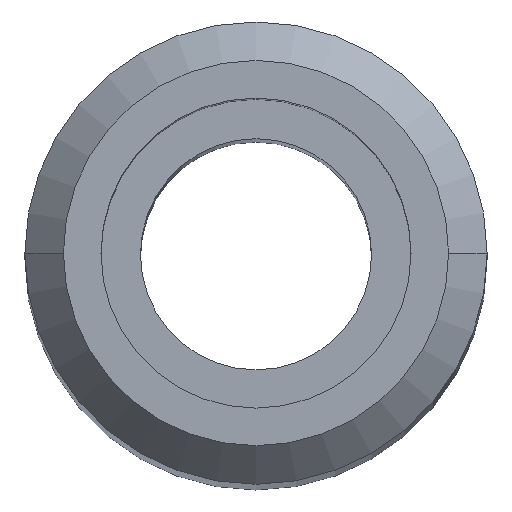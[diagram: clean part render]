
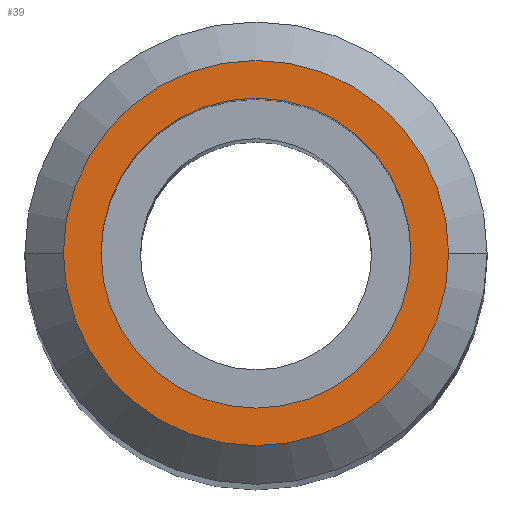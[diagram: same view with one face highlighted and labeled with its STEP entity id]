
A CAD part, top view. The second image highlights one B-rep face of the part: STEP entity #39.
In plain terms, the highlighted planar face has unit normal (0, 0, 1).
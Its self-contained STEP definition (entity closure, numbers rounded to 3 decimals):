
#7 = CIRCLE ( 'NONE', #267, 5. ) ;
#14 = CIRCLE ( 'NONE', #446, 5. ) ;
#16 = EDGE_LOOP ( 'NONE', ( #265, #242 ) ) ;
#37 = FACE_OUTER_BOUND ( 'NONE', #331, .T. ) ;
#39 = ADVANCED_FACE ( 'NONE', ( #37, #139 ), #141, .T. ) ;
#41 = DIRECTION ( 'NONE',  ( 0., 0., 1. ) ) ;
#50 = ORIENTED_EDGE ( 'NONE', *, *, #436, .T. ) ;
#72 = EDGE_CURVE ( 'NONE', #383, #302, #386, .T. ) ;
#103 = EDGE_CURVE ( 'NONE', #302, #383, #227, .T. ) ;
#107 = DIRECTION ( 'NONE',  ( 1., 0., 0. ) ) ;
#108 = CARTESIAN_POINT ( 'NONE',  ( 0., 0., 87. ) ) ;
#110 = DIRECTION ( 'NONE',  ( 1., 0., 0. ) ) ;
#137 = CARTESIAN_POINT ( 'NONE',  ( 0., 0., 87. ) ) ;
#139 = FACE_BOUND ( 'NONE', #16, .T. ) ;
#141 = PLANE ( 'NONE',  #348 ) ;
#149 = AXIS2_PLACEMENT_3D ( 'NONE', #108, #252, #107 ) ;
#150 = DIRECTION ( 'NONE',  ( 1., 0., 0. ) ) ;
#169 = DIRECTION ( 'NONE',  ( 0., 0., 1. ) ) ;
#173 = CARTESIAN_POINT ( 'NONE',  ( 0., 0., 87. ) ) ;
#200 = ORIENTED_EDGE ( 'NONE', *, *, #266, .T. ) ;
#204 = CARTESIAN_POINT ( 'NONE',  ( -4.025, 0., 87. ) ) ;
#227 = CIRCLE ( 'NONE', #439, 4.025 ) ;
#242 = ORIENTED_EDGE ( 'NONE', *, *, #103, .F. ) ;
#252 = DIRECTION ( 'NONE',  ( 0., 0., 1. ) ) ;
#265 = ORIENTED_EDGE ( 'NONE', *, *, #72, .F. ) ;
#266 = EDGE_CURVE ( 'NONE', #441, #314, #7, .T. ) ;
#267 = AXIS2_PLACEMENT_3D ( 'NONE', #375, #376, #150 ) ;
#278 = CARTESIAN_POINT ( 'NONE',  ( -5., 0., 87. ) ) ;
#302 = VERTEX_POINT ( 'NONE', #204 ) ;
#314 = VERTEX_POINT ( 'NONE', #278 ) ;
#328 = CARTESIAN_POINT ( 'NONE',  ( 0., 0., 87. ) ) ;
#331 = EDGE_LOOP ( 'NONE', ( #50, #200 ) ) ;
#348 = AXIS2_PLACEMENT_3D ( 'NONE', #173, #434, #110 ) ;
#363 = CARTESIAN_POINT ( 'NONE',  ( 5., 0., 87. ) ) ;
#375 = CARTESIAN_POINT ( 'NONE',  ( 0., 0., 87. ) ) ;
#376 = DIRECTION ( 'NONE',  ( 0., 0., 1. ) ) ;
#383 = VERTEX_POINT ( 'NONE', #454 ) ;
#386 = CIRCLE ( 'NONE', #149, 4.025 ) ;
#397 = DIRECTION ( 'NONE',  ( 1., 0., 0. ) ) ;
#398 = DIRECTION ( 'NONE',  ( 1., 0., 0. ) ) ;
#434 = DIRECTION ( 'NONE',  ( 0., 0., 1. ) ) ;
#436 = EDGE_CURVE ( 'NONE', #314, #441, #14, .T. ) ;
#439 = AXIS2_PLACEMENT_3D ( 'NONE', #328, #41, #398 ) ;
#441 = VERTEX_POINT ( 'NONE', #363 ) ;
#446 = AXIS2_PLACEMENT_3D ( 'NONE', #137, #169, #397 ) ;
#454 = CARTESIAN_POINT ( 'NONE',  ( 4.025, 0., 87. ) ) ;
